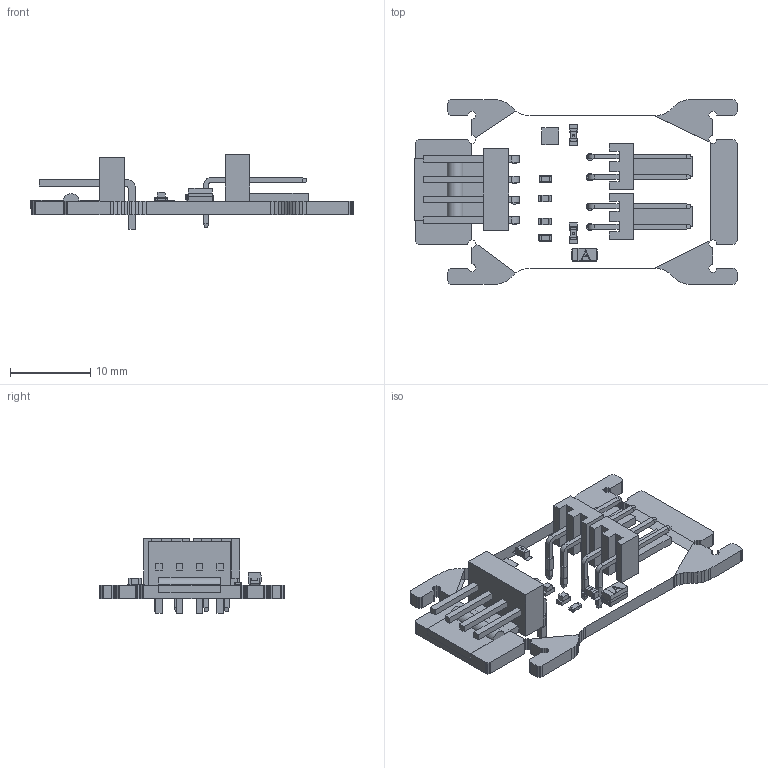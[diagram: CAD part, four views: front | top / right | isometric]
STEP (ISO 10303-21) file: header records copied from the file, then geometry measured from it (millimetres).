
FILE_DESCRIPTION(('Open CASCADE Model'),'2;1');
FILE_NAME('Open CASCADE Shape Model','2015-11-20T11:54:54',('Author'),( 'Open CASCADE'),'Open CASCADE STEP processor 6.2','Open CASCADE 6.2' ,'Unknown');
FILE_SCHEMA(('AUTOMOTIVE_DESIGN { 1 0 10303 214 1 1 1 1 }'));
Length unit declared in the file: millimetre
Products named in the file (23): PCB; Board; C1; TAJ-A; C3; 0603; User_Library-cap0603_pad_0603___; User_Library-cap0603_cap0603_body___; D1; 402301296; D2; R1; RESC1608(0603); R2; U1; 402420128; Extruded; C2; P3; 2510-2P-俔褐; P2; Free-Models; 2510-4P-W
Assembly tree (26 placements, depth 4):
  PCB
    Board
    C1
      TAJ-A
    C3
      0603
        User_Library-cap0603_pad_0603___
        User_Library-cap0603_cap0603_body___
    D1
      402301296
    D2
      402301296
    R1
      RESC1608(0603)
    R2
      RESC1608(0603)
    U1
      402420128
        Extruded
    C2
      0603
        User_Library-cap0603_pad_0603___
        User_Library-cap0603_cap0603_body___
    P3
      2510-2P-俔褐
    P2
      2510-2P-俔褐
    Free-Models
      2510-4P-W
Bounding box: 40.11 x 23.03 x 9.31 mm (x, y, z)
Volume: 1857.5 mm3; surface area: 3116.4 mm2
Topology: 33 solids, 33 shells, 905 faces, 2352 edges, 1480 vertices
Faces by surface type: plane 740, cylinder 115, sphere 32, bspline 18
Full cylindrical faces by diameter (mm): 0.9 x8
Entity records: 48134 total; most frequent: CARTESIAN_POINT 9991, DIRECTION 6633, LINE 4937, VECTOR 4937, ORIENTED_EDGE 3660, PCURVE 3650, DEFINITIONAL_REPRESENTATION 3650, EDGE_CURVE 1825
